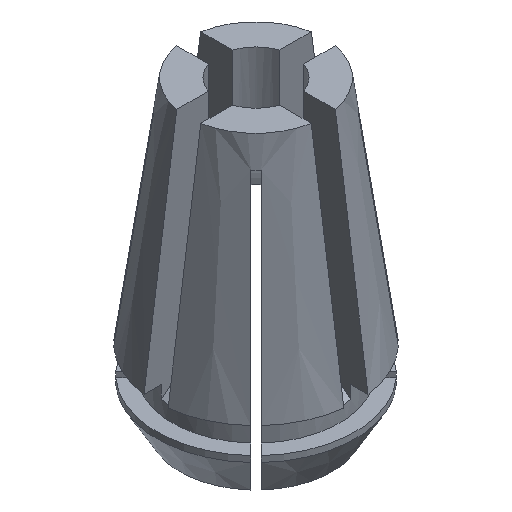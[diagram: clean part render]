
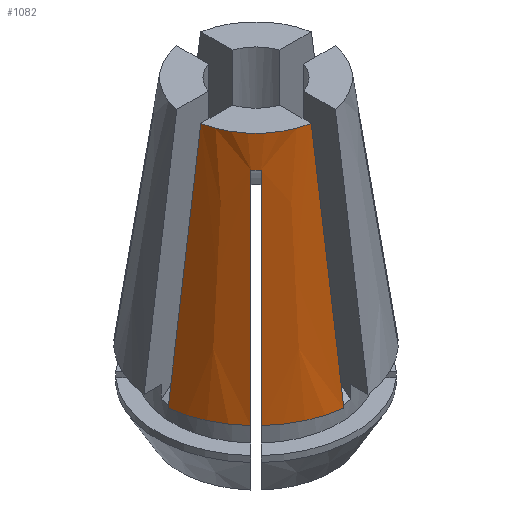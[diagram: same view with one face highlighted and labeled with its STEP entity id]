
A CAD part, isometric view. The second image highlights one B-rep face of the part: STEP entity #1082.
In plain terms, the highlighted conical face has half-angle 8 degrees and reference radius 10.45 mm.
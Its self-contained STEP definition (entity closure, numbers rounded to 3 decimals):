
#11 = EDGE_CURVE ( 'NONE', #1091, #222, #2171, .T. ) ;
#33 = CARTESIAN_POINT ( 'NONE',  ( -7.649, -7.119, -23.9 ) ) ;
#101 = EDGE_CURVE ( 'NONE', #897, #2315, #1655, .T. ) ;
#102 = ORIENTED_EDGE ( 'NONE', *, *, #1749, .T. ) ;
#168 = AXIS2_PLACEMENT_3D ( 'NONE', #1243, #728, #436 ) ;
#222 = VERTEX_POINT ( 'NONE', #1822 ) ;
#233 = CARTESIAN_POINT ( 'NONE',  ( -6.98, -1.25, 0. ) ) ;
#266 = CARTESIAN_POINT ( 'NONE',  ( -5.041, -5.571, -3.007 ) ) ;
#269 = EDGE_CURVE ( 'NONE', #1091, #764, #1453, .T. ) ;
#364 = EDGE_CURVE ( 'NONE', #2315, #2988, #3027, .T. ) ;
#371 = AXIS2_PLACEMENT_3D ( 'NONE', #3394, #1225, #2063 ) ;
#392 = AXIS2_PLACEMENT_3D ( 'NONE', #3247, #579, #1937 ) ;
#424 = CARTESIAN_POINT ( 'NONE',  ( -5.403, -5.225, -2.998 ) ) ;
#436 = DIRECTION ( 'NONE',  ( 1., 0., 0. ) ) ;
#474 = EDGE_CURVE ( 'NONE', #2988, #956, #3298, .T. ) ;
#491 = CARTESIAN_POINT ( 'NONE',  ( 0., 0., -23.9 ) ) ;
#527 = CARTESIAN_POINT ( 'NONE',  ( -5.659, -6.19, -9.221 ) ) ;
#579 = DIRECTION ( 'NONE',  ( 0., 0., 1. ) ) ;
#631 = CARTESIAN_POINT ( 'NONE',  ( -7.119, -7.649, -23.9 ) ) ;
#728 = DIRECTION ( 'NONE',  ( 0., 0., 1. ) ) ;
#764 = VERTEX_POINT ( 'NONE', #2541 ) ;
#823 = CARTESIAN_POINT ( 'NONE',  ( -6.98, -1.25, 0. ) ) ;
#876 = ORIENTED_EDGE ( 'NONE', *, *, #2449, .F. ) ;
#897 = VERTEX_POINT ( 'NONE', #3218 ) ;
#956 = VERTEX_POINT ( 'NONE', #2699 ) ;
#1050 = CARTESIAN_POINT ( 'NONE',  ( -6.352, -6.882, -16.185 ) ) ;
#1060 = CARTESIAN_POINT ( 'NONE',  ( -5.88, -5.35, -6.114 ) ) ;
#1082 = ADVANCED_FACE ( 'NONE', ( #3290 ), #3213, .T. ) ;
#1091 = VERTEX_POINT ( 'NONE', #233 ) ;
#1225 = DIRECTION ( 'NONE',  ( 0., 0., -1. ) ) ;
#1243 = CARTESIAN_POINT ( 'NONE',  ( 0., 0., 0. ) ) ;
#1328 = CARTESIAN_POINT ( 'NONE',  ( -7.119, -7.649, -23.9 ) ) ;
#1332 = CARTESIAN_POINT ( 'NONE',  ( -6.882, -6.352, -16.185 ) ) ;
#1353 = CARTESIAN_POINT ( 'NONE',  ( -5.968, -6.499, -12.327 ) ) ;
#1453 = B_SPLINE_CURVE_WITH_KNOTS ( 'NONE', 3,
 ( #823, #1887, #1605, #1862 ),
 .UNSPECIFIED., .F., .F.,
 ( 4, 4 ),
 ( 0.023, 0.047 ),
 .UNSPECIFIED. ) ;
#1532 = DIRECTION ( 'NONE',  ( 1., 0., 0. ) ) ;
#1563 = CARTESIAN_POINT ( 'NONE',  ( -7.266, -6.736, -20.042 ) ) ;
#1564 = CARTESIAN_POINT ( 'NONE',  ( -1.25, -10.375, -23.9 ) ) ;
#1605 = CARTESIAN_POINT ( 'NONE',  ( -9.247, -1.25, -15.933 ) ) ;
#1647 = EDGE_CURVE ( 'NONE', #897, #2631, #2231, .T. ) ;
#1655 = B_SPLINE_CURVE_WITH_KNOTS ( 'NONE', 3,
 ( #2808, #424, #2057, #2859 ),
 .UNSPECIFIED., .F., .F.,
 ( 4, 4 ),
 ( 0.004, 0.005 ),
 .UNSPECIFIED. ) ;
#1721 = ORIENTED_EDGE ( 'NONE', *, *, #474, .T. ) ;
#1725 = EDGE_LOOP ( 'NONE', ( #3198, #2675, #3414, #1721, #876, #2106, #2186, #102 ) ) ;
#1749 = EDGE_CURVE ( 'NONE', #764, #2631, #2216, .T. ) ;
#1755 = CARTESIAN_POINT ( 'NONE',  ( -5.041, -5.571, -3.007 ) ) ;
#1822 = CARTESIAN_POINT ( 'NONE',  ( -1.25, -6.98, 0. ) ) ;
#1854 = CARTESIAN_POINT ( 'NONE',  ( -6.736, -7.266, -20.042 ) ) ;
#1862 = CARTESIAN_POINT ( 'NONE',  ( -10.375, -1.25, -23.9 ) ) ;
#1863 = CARTESIAN_POINT ( 'NONE',  ( -6.499, -5.968, -12.327 ) ) ;
#1887 = CARTESIAN_POINT ( 'NONE',  ( -8.117, -1.25, -7.966 ) ) ;
#1937 = DIRECTION ( 'NONE',  ( 1., 0., 0. ) ) ;
#1989 = CARTESIAN_POINT ( 'NONE',  ( -7.649, -7.119, -23.9 ) ) ;
#2057 = CARTESIAN_POINT ( 'NONE',  ( -5.224, -5.404, -2.998 ) ) ;
#2063 = DIRECTION ( 'NONE',  ( -1., 0., 0. ) ) ;
#2106 = ORIENTED_EDGE ( 'NONE', *, *, #11, .F. ) ;
#2133 = CARTESIAN_POINT ( 'NONE',  ( -1.25, -6.98, 0. ) ) ;
#2149 = CARTESIAN_POINT ( 'NONE',  ( -5.571, -5.041, -3.007 ) ) ;
#2171 = CIRCLE ( 'NONE', #168, 7.091 ) ;
#2186 = ORIENTED_EDGE ( 'NONE', *, *, #269, .T. ) ;
#2216 = CIRCLE ( 'NONE', #392, 10.45 ) ;
#2231 = B_SPLINE_CURVE_WITH_KNOTS ( 'NONE', 3,
 ( #2149, #1060, #3160, #1863, #1332, #1563, #33 ),
 .UNSPECIFIED., .F., .F.,
 ( 4, 3, 4 ),
 ( 0.003, 0.012, 0.024 ),
 .UNSPECIFIED. ) ;
#2315 = VERTEX_POINT ( 'NONE', #1755 ) ;
#2362 = CARTESIAN_POINT ( 'NONE',  ( -1.25, -9.247, -15.933 ) ) ;
#2403 = CARTESIAN_POINT ( 'NONE',  ( -5.35, -5.88, -6.114 ) ) ;
#2449 = EDGE_CURVE ( 'NONE', #222, #956, #3285, .T. ) ;
#2541 = CARTESIAN_POINT ( 'NONE',  ( -10.375, -1.25, -23.9 ) ) ;
#2631 = VERTEX_POINT ( 'NONE', #1989 ) ;
#2675 = ORIENTED_EDGE ( 'NONE', *, *, #101, .T. ) ;
#2699 = CARTESIAN_POINT ( 'NONE',  ( -1.25, -10.375, -23.9 ) ) ;
#2808 = CARTESIAN_POINT ( 'NONE',  ( -5.571, -5.041, -3.007 ) ) ;
#2859 = CARTESIAN_POINT ( 'NONE',  ( -5.041, -5.571, -3.007 ) ) ;
#2988 = VERTEX_POINT ( 'NONE', #631 ) ;
#3027 = B_SPLINE_CURVE_WITH_KNOTS ( 'NONE', 3,
 ( #266, #2403, #527, #1353, #1050, #1854, #1328 ),
 .UNSPECIFIED., .F., .F.,
 ( 4, 3, 4 ),
 ( 0.003, 0.012, 0.024 ),
 .UNSPECIFIED. ) ;
#3134 = DIRECTION ( 'NONE',  ( 0., 0., 1. ) ) ;
#3160 = CARTESIAN_POINT ( 'NONE',  ( -6.19, -5.659, -9.221 ) ) ;
#3162 = CARTESIAN_POINT ( 'NONE',  ( -1.25, -8.117, -7.966 ) ) ;
#3198 = ORIENTED_EDGE ( 'NONE', *, *, #1647, .F. ) ;
#3213 = CONICAL_SURFACE ( 'NONE', #371, 10.45, 0.14 ) ;
#3218 = CARTESIAN_POINT ( 'NONE',  ( -5.571, -5.041, -3.007 ) ) ;
#3247 = CARTESIAN_POINT ( 'NONE',  ( 0., 0., -23.9 ) ) ;
#3285 = B_SPLINE_CURVE_WITH_KNOTS ( 'NONE', 3,
 ( #2133, #3162, #2362, #1564 ),
 .UNSPECIFIED., .F., .F.,
 ( 4, 4 ),
 ( 0.023, 0.047 ),
 .UNSPECIFIED. ) ;
#3290 = FACE_OUTER_BOUND ( 'NONE', #1725, .T. ) ;
#3298 = CIRCLE ( 'NONE', #3303, 10.45 ) ;
#3303 = AXIS2_PLACEMENT_3D ( 'NONE', #491, #3134, #1532 ) ;
#3394 = CARTESIAN_POINT ( 'NONE',  ( 0., 0., -23.9 ) ) ;
#3414 = ORIENTED_EDGE ( 'NONE', *, *, #364, .T. ) ;
